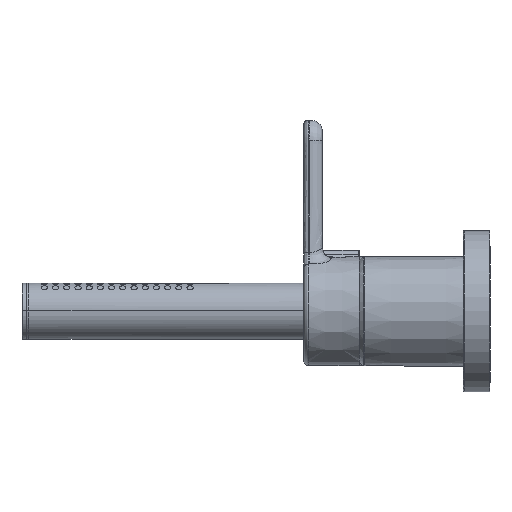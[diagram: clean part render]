
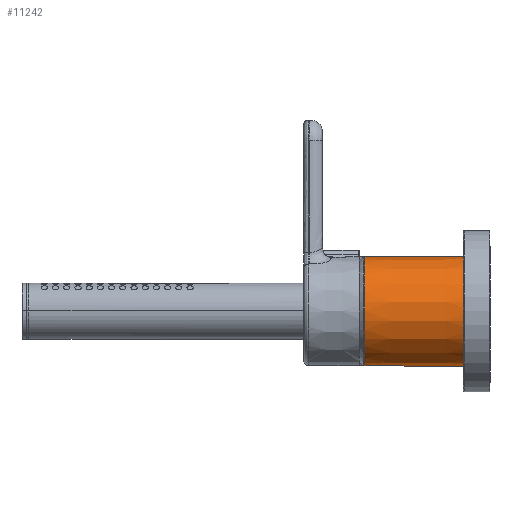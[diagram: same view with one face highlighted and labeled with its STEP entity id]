
A CAD part, left-side view. The second image highlights one B-rep face of the part: STEP entity #11242.
In plain terms, the highlighted conical face has half-angle 0.25 degrees and reference radius 24.675 mm.
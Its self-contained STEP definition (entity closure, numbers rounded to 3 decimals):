
#440 = AXIS2_PLACEMENT_3D ( 'NONE', #13127, #14387, #1370 ) ;
#1149 = CARTESIAN_POINT ( 'NONE',  ( -240., -12., 0. ) ) ;
#1370 = DIRECTION ( 'NONE',  ( 0., 0., 1. ) ) ;
#1584 = LINE ( 'NONE', #1673, #13478 ) ;
#1673 = CARTESIAN_POINT ( 'NONE',  ( -240., -12., -24.675 ) ) ;
#1846 = ORIENTED_EDGE ( 'NONE', *, *, #3881, .T. ) ;
#2349 = DIRECTION ( 'NONE',  ( 0., -1., 0. ) ) ;
#2832 = CARTESIAN_POINT ( 'NONE',  ( -240., -12., 24.675 ) ) ;
#3538 = VERTEX_POINT ( 'NONE', #7758 ) ;
#3753 = ORIENTED_EDGE ( 'NONE', *, *, #5267, .T. ) ;
#3881 = EDGE_CURVE ( 'NONE', #7917, #13380, #12074, .T. ) ;
#4020 = DIRECTION ( 'NONE',  ( 0., -1., 0.004 ) ) ;
#4570 = EDGE_CURVE ( 'NONE', #7917, #3538, #11104, .T. ) ;
#5267 = EDGE_CURVE ( 'NONE', #15288, #3538, #7392, .T. ) ;
#5467 = AXIS2_PLACEMENT_3D ( 'NONE', #1149, #2349, #14780 ) ;
#6243 = CARTESIAN_POINT ( 'NONE',  ( -240., 5.729, 0. ) ) ;
#6900 = AXIS2_PLACEMENT_3D ( 'NONE', #6243, #14956, #11146 ) ;
#7392 = CIRCLE ( 'NONE', #6900, 24.598 ) ;
#7758 = CARTESIAN_POINT ( 'NONE',  ( -240., 5.729, 24.598 ) ) ;
#7917 = VERTEX_POINT ( 'NONE', #8913 ) ;
#8262 = ORIENTED_EDGE ( 'NONE', *, *, #10456, .T. ) ;
#8501 = ORIENTED_EDGE ( 'NONE', *, *, #4570, .F. ) ;
#8913 = CARTESIAN_POINT ( 'NONE',  ( -240., 54.081, 24.387 ) ) ;
#9029 = CARTESIAN_POINT ( 'NONE',  ( -240., 5.729, -24.598 ) ) ;
#9404 = EDGE_LOOP ( 'NONE', ( #8501, #1846, #8262, #3753 ) ) ;
#9529 = VECTOR ( 'NONE', #4020, 1000. ) ;
#10456 = EDGE_CURVE ( 'NONE', #13380, #15288, #1584, .T. ) ;
#11104 = LINE ( 'NONE', #2832, #9529 ) ;
#11146 = DIRECTION ( 'NONE',  ( 0., 0., 1. ) ) ;
#11242 = ADVANCED_FACE ( 'NONE', ( #12089 ), #13087, .T. ) ;
#12074 = CIRCLE ( 'NONE', #440, 24.387 ) ;
#12089 = FACE_OUTER_BOUND ( 'NONE', #9404, .T. ) ;
#12496 = CARTESIAN_POINT ( 'NONE',  ( -240., 54.081, -24.387 ) ) ;
#12837 = DIRECTION ( 'NONE',  ( 0., -1., -0.004 ) ) ;
#13087 = CONICAL_SURFACE ( 'NONE', #5467, 24.675, 0.004 ) ;
#13127 = CARTESIAN_POINT ( 'NONE',  ( -240., 54.081, 0. ) ) ;
#13380 = VERTEX_POINT ( 'NONE', #12496 ) ;
#13478 = VECTOR ( 'NONE', #12837, 1000. ) ;
#14387 = DIRECTION ( 'NONE',  ( 0., -1., 0. ) ) ;
#14780 = DIRECTION ( 'NONE',  ( 0., 0., -1. ) ) ;
#14956 = DIRECTION ( 'NONE',  ( 0., 1., 0. ) ) ;
#15288 = VERTEX_POINT ( 'NONE', #9029 ) ;
